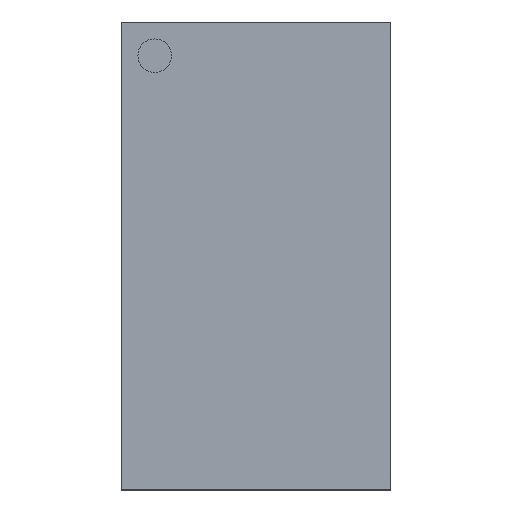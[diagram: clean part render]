
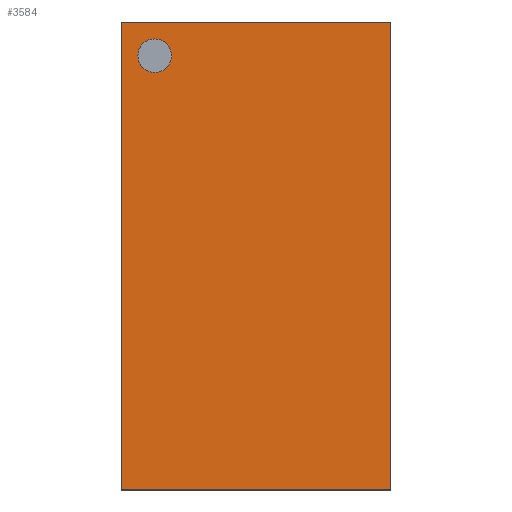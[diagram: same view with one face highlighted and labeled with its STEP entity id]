
A CAD part, top view. The second image highlights one B-rep face of the part: STEP entity #3584.
In plain terms, the highlighted planar face has unit normal (0, 0, 1).
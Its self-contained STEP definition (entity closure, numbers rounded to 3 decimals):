
#3395 = VERTEX_POINT('',#3396);
#3396 = CARTESIAN_POINT('',(-3.75,-6.5,1.2));
#3403 = PLANE('',#3404);
#3404 = AXIS2_PLACEMENT_3D('',#3405,#3406,#3407);
#3405 = CARTESIAN_POINT('',(-3.75,-6.5,0.471));
#3406 = DIRECTION('',(1.,0.,0.));
#3407 = DIRECTION('',(0.,0.,1.));
#3415 = PLANE('',#3416);
#3416 = AXIS2_PLACEMENT_3D('',#3417,#3418,#3419);
#3417 = CARTESIAN_POINT('',(-3.75,-6.5,0.471));
#3418 = DIRECTION('',(0.,1.,0.));
#3419 = DIRECTION('',(0.,0.,1.));
#3456 = VERTEX_POINT('',#3457);
#3457 = CARTESIAN_POINT('',(-3.75,6.5,1.2));
#3471 = PLANE('',#3472);
#3472 = AXIS2_PLACEMENT_3D('',#3473,#3474,#3475);
#3473 = CARTESIAN_POINT('',(-3.75,6.5,0.471));
#3474 = DIRECTION('',(0.,1.,0.));
#3475 = DIRECTION('',(0.,0.,1.));
#3483 = EDGE_CURVE('',#3395,#3456,#3484,.T.);
#3484 = SURFACE_CURVE('',#3485,(#3489,#3496),.PCURVE_S1.);
#3485 = LINE('',#3486,#3487);
#3486 = CARTESIAN_POINT('',(-3.75,-6.5,1.2));
#3487 = VECTOR('',#3488,1.);
#3488 = DIRECTION('',(0.,1.,0.));
#3489 = PCURVE('',#3403,#3490);
#3490 = DEFINITIONAL_REPRESENTATION('',(#3491),#3495);
#3491 = LINE('',#3492,#3493);
#3492 = CARTESIAN_POINT('',(0.729,0.));
#3493 = VECTOR('',#3494,1.);
#3494 = DIRECTION('',(0.,-1.));
#3495 = ( GEOMETRIC_REPRESENTATION_CONTEXT(2) 
PARAMETRIC_REPRESENTATION_CONTEXT() REPRESENTATION_CONTEXT('2D SPACE',''
  ) );
#3496 = PCURVE('',#3497,#3502);
#3497 = PLANE('',#3498);
#3498 = AXIS2_PLACEMENT_3D('',#3499,#3500,#3501);
#3499 = CARTESIAN_POINT('',(-3.75,-6.5,1.2));
#3500 = DIRECTION('',(0.,0.,1.));
#3501 = DIRECTION('',(1.,0.,0.));
#3502 = DEFINITIONAL_REPRESENTATION('',(#3503),#3507);
#3503 = LINE('',#3504,#3505);
#3504 = CARTESIAN_POINT('',(0.,0.));
#3505 = VECTOR('',#3506,1.);
#3506 = DIRECTION('',(0.,1.));
#3507 = ( GEOMETRIC_REPRESENTATION_CONTEXT(2) 
PARAMETRIC_REPRESENTATION_CONTEXT() REPRESENTATION_CONTEXT('2D SPACE',''
  ) );
#3536 = EDGE_CURVE('',#3395,#3537,#3539,.T.);
#3537 = VERTEX_POINT('',#3538);
#3538 = CARTESIAN_POINT('',(3.75,-6.5,1.2));
#3539 = SURFACE_CURVE('',#3540,(#3544,#3551),.PCURVE_S1.);
#3540 = LINE('',#3541,#3542);
#3541 = CARTESIAN_POINT('',(-3.75,-6.5,1.2));
#3542 = VECTOR('',#3543,1.);
#3543 = DIRECTION('',(1.,0.,0.));
#3544 = PCURVE('',#3415,#3545);
#3545 = DEFINITIONAL_REPRESENTATION('',(#3546),#3550);
#3546 = LINE('',#3547,#3548);
#3547 = CARTESIAN_POINT('',(0.729,0.));
#3548 = VECTOR('',#3549,1.);
#3549 = DIRECTION('',(0.,1.));
#3550 = ( GEOMETRIC_REPRESENTATION_CONTEXT(2) 
PARAMETRIC_REPRESENTATION_CONTEXT() REPRESENTATION_CONTEXT('2D SPACE',''
  ) );
#3551 = PCURVE('',#3497,#3552);
#3552 = DEFINITIONAL_REPRESENTATION('',(#3553),#3557);
#3553 = LINE('',#3554,#3555);
#3554 = CARTESIAN_POINT('',(0.,0.));
#3555 = VECTOR('',#3556,1.);
#3556 = DIRECTION('',(1.,0.));
#3557 = ( GEOMETRIC_REPRESENTATION_CONTEXT(2) 
PARAMETRIC_REPRESENTATION_CONTEXT() REPRESENTATION_CONTEXT('2D SPACE',''
  ) );
#3573 = PLANE('',#3574);
#3574 = AXIS2_PLACEMENT_3D('',#3575,#3576,#3577);
#3575 = CARTESIAN_POINT('',(3.75,-6.5,0.471));
#3576 = DIRECTION('',(1.,0.,0.));
#3577 = DIRECTION('',(0.,0.,1.));
#3584 = ADVANCED_FACE('',(#3585,#3633),#3497,.T.);
#3585 = FACE_BOUND('',#3586,.T.);
#3586 = EDGE_LOOP('',(#3587,#3588,#3589,#3612));
#3587 = ORIENTED_EDGE('',*,*,#3483,.F.);
#3588 = ORIENTED_EDGE('',*,*,#3536,.T.);
#3589 = ORIENTED_EDGE('',*,*,#3590,.T.);
#3590 = EDGE_CURVE('',#3537,#3591,#3593,.T.);
#3591 = VERTEX_POINT('',#3592);
#3592 = CARTESIAN_POINT('',(3.75,6.5,1.2));
#3593 = SURFACE_CURVE('',#3594,(#3598,#3605),.PCURVE_S1.);
#3594 = LINE('',#3595,#3596);
#3595 = CARTESIAN_POINT('',(3.75,-6.5,1.2));
#3596 = VECTOR('',#3597,1.);
#3597 = DIRECTION('',(0.,1.,0.));
#3598 = PCURVE('',#3497,#3599);
#3599 = DEFINITIONAL_REPRESENTATION('',(#3600),#3604);
#3600 = LINE('',#3601,#3602);
#3601 = CARTESIAN_POINT('',(7.5,0.));
#3602 = VECTOR('',#3603,1.);
#3603 = DIRECTION('',(0.,1.));
#3604 = ( GEOMETRIC_REPRESENTATION_CONTEXT(2) 
PARAMETRIC_REPRESENTATION_CONTEXT() REPRESENTATION_CONTEXT('2D SPACE',''
  ) );
#3605 = PCURVE('',#3573,#3606);
#3606 = DEFINITIONAL_REPRESENTATION('',(#3607),#3611);
#3607 = LINE('',#3608,#3609);
#3608 = CARTESIAN_POINT('',(0.729,0.));
#3609 = VECTOR('',#3610,1.);
#3610 = DIRECTION('',(0.,-1.));
#3611 = ( GEOMETRIC_REPRESENTATION_CONTEXT(2) 
PARAMETRIC_REPRESENTATION_CONTEXT() REPRESENTATION_CONTEXT('2D SPACE',''
  ) );
#3612 = ORIENTED_EDGE('',*,*,#3613,.F.);
#3613 = EDGE_CURVE('',#3456,#3591,#3614,.T.);
#3614 = SURFACE_CURVE('',#3615,(#3619,#3626),.PCURVE_S1.);
#3615 = LINE('',#3616,#3617);
#3616 = CARTESIAN_POINT('',(-3.75,6.5,1.2));
#3617 = VECTOR('',#3618,1.);
#3618 = DIRECTION('',(1.,0.,0.));
#3619 = PCURVE('',#3497,#3620);
#3620 = DEFINITIONAL_REPRESENTATION('',(#3621),#3625);
#3621 = LINE('',#3622,#3623);
#3622 = CARTESIAN_POINT('',(0.,13.));
#3623 = VECTOR('',#3624,1.);
#3624 = DIRECTION('',(1.,0.));
#3625 = ( GEOMETRIC_REPRESENTATION_CONTEXT(2) 
PARAMETRIC_REPRESENTATION_CONTEXT() REPRESENTATION_CONTEXT('2D SPACE',''
  ) );
#3626 = PCURVE('',#3471,#3627);
#3627 = DEFINITIONAL_REPRESENTATION('',(#3628),#3632);
#3628 = LINE('',#3629,#3630);
#3629 = CARTESIAN_POINT('',(0.729,0.));
#3630 = VECTOR('',#3631,1.);
#3631 = DIRECTION('',(0.,1.));
#3632 = ( GEOMETRIC_REPRESENTATION_CONTEXT(2) 
PARAMETRIC_REPRESENTATION_CONTEXT() REPRESENTATION_CONTEXT('2D SPACE',''
  ) );
#3633 = FACE_BOUND('',#3634,.T.);
#3634 = EDGE_LOOP('',(#3635));
#3635 = ORIENTED_EDGE('',*,*,#3636,.F.);
#3636 = EDGE_CURVE('',#3637,#3637,#3639,.T.);
#3637 = VERTEX_POINT('',#3638);
#3638 = CARTESIAN_POINT('',(-2.344,5.563,1.2));
#3639 = SURFACE_CURVE('',#3640,(#3645,#3652),.PCURVE_S1.);
#3640 = CIRCLE('',#3641,0.469);
#3641 = AXIS2_PLACEMENT_3D('',#3642,#3643,#3644);
#3642 = CARTESIAN_POINT('',(-2.813,5.563,1.2));
#3643 = DIRECTION('',(0.,0.,1.));
#3644 = DIRECTION('',(1.,0.,0.));
#3645 = PCURVE('',#3497,#3646);
#3646 = DEFINITIONAL_REPRESENTATION('',(#3647),#3651);
#3647 = CIRCLE('',#3648,0.469);
#3648 = AXIS2_PLACEMENT_2D('',#3649,#3650);
#3649 = CARTESIAN_POINT('',(0.938,12.063));
#3650 = DIRECTION('',(1.,0.));
#3651 = ( GEOMETRIC_REPRESENTATION_CONTEXT(2) 
PARAMETRIC_REPRESENTATION_CONTEXT() REPRESENTATION_CONTEXT('2D SPACE',''
  ) );
#3652 = PCURVE('',#3653,#3658);
#3653 = CYLINDRICAL_SURFACE('',#3654,0.469);
#3654 = AXIS2_PLACEMENT_3D('',#3655,#3656,#3657);
#3655 = CARTESIAN_POINT('',(-2.813,5.563,1.08));
#3656 = DIRECTION('',(0.,0.,1.));
#3657 = DIRECTION('',(1.,0.,0.));
#3658 = DEFINITIONAL_REPRESENTATION('',(#3659),#3663);
#3659 = LINE('',#3660,#3661);
#3660 = CARTESIAN_POINT('',(0.,0.12));
#3661 = VECTOR('',#3662,1.);
#3662 = DIRECTION('',(1.,0.));
#3663 = ( GEOMETRIC_REPRESENTATION_CONTEXT(2) 
PARAMETRIC_REPRESENTATION_CONTEXT() REPRESENTATION_CONTEXT('2D SPACE',''
  ) );
